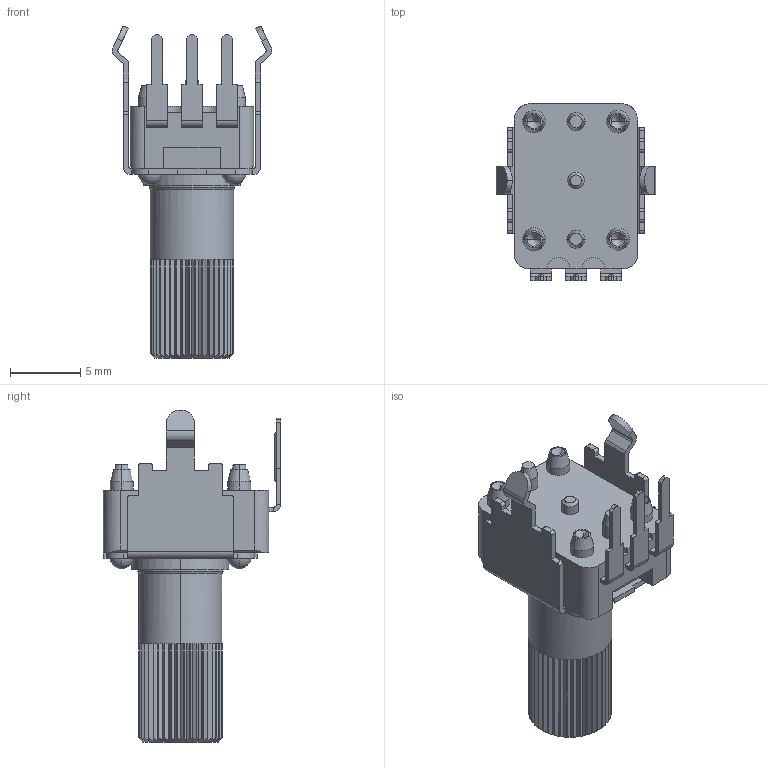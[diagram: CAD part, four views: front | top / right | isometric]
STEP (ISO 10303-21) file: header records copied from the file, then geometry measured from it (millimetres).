
FILE_DESCRIPTION (( 'STEP AP214' ), '1' );
FILE_NAME ('RK09K1130AV7.STEP', '2021-06-21T16:54:02', ( '' ), ( '' ), 'SwSTEP 2.0', 'SolidWorks 2018', '' );
FILE_SCHEMA (( 'AUTOMOTIVE_DESIGN' ));
Length unit declared in the file: millimetre
Products named in the file (1): RK09K1130AV7
Bounding box: 11.4 x 12.65 x 23.7 mm (x, y, z)
Volume: 897.9 mm3; surface area: 1090.4 mm2
Topology: 1 solids, 1 shells, 416 faces, 1109 edges, 703 vertices
Faces by surface type: plane 285, cylinder 75, sphere 30, cone 26
Entity records: 17077 total; most frequent: CARTESIAN_POINT 2457, ORIENTED_EDGE 2178, DIRECTION 2151, EDGE_CURVE 1089, AXIS2_PLACEMENT_3D 729, VERTEX_POINT 699, LINE 693, VECTOR 693
